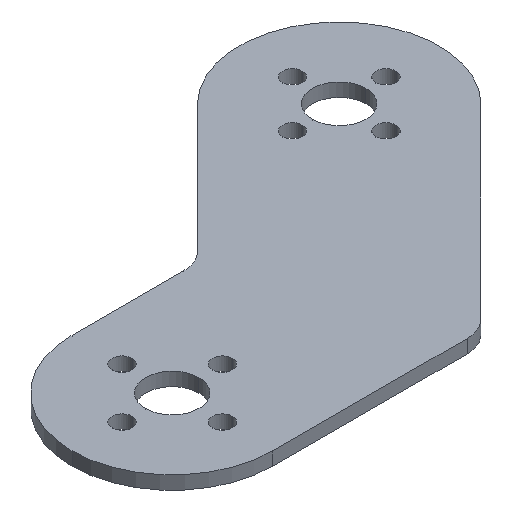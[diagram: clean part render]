
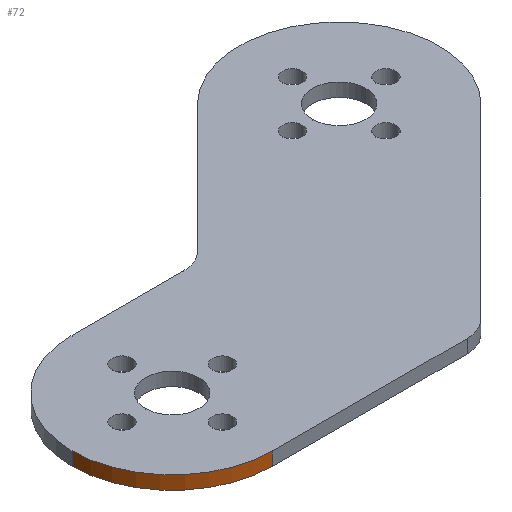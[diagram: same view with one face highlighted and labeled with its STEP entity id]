
A CAD part, isometric view. The second image highlights one B-rep face of the part: STEP entity #72.
In plain terms, the highlighted cylindrical face has radius 15 mm (diameter 30 mm), a partial arc.
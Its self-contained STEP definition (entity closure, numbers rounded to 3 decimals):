
#72 = ADVANCED_FACE ( 'NONE', ( #595 ), #451, .T. ) ;
#113 = CARTESIAN_POINT ( 'NONE',  ( -15., 0., 0. ) ) ;
#181 = VERTEX_POINT ( 'NONE', #225 ) ;
#225 = CARTESIAN_POINT ( 'NONE',  ( 0., -15., 2. ) ) ;
#309 = EDGE_CURVE ( 'NONE', #617, #550, #832, .T. ) ;
#405 = EDGE_LOOP ( 'NONE', ( #985, #762, #930, #735 ) ) ;
#433 = DIRECTION ( 'NONE',  ( 0., 0., -1. ) ) ;
#451 = CYLINDRICAL_SURFACE ( 'NONE', #461, 15. ) ;
#461 = AXIS2_PLACEMENT_3D ( 'NONE', #952, #1007, #1089 ) ;
#495 = EDGE_CURVE ( 'NONE', #550, #648, #1098, .T. ) ;
#513 = AXIS2_PLACEMENT_3D ( 'NONE', #693, #687, #680 ) ;
#550 = VERTEX_POINT ( 'NONE', #113 ) ;
#565 = DIRECTION ( 'NONE',  ( 1., 0., 0. ) ) ;
#569 = DIRECTION ( 'NONE',  ( 0., 0., 1. ) ) ;
#577 = CARTESIAN_POINT ( 'NONE',  ( 0., 0., 0. ) ) ;
#595 = FACE_OUTER_BOUND ( 'NONE', #405, .T. ) ;
#597 = CARTESIAN_POINT ( 'NONE',  ( 0., -15., 0. ) ) ;
#617 = VERTEX_POINT ( 'NONE', #637 ) ;
#627 = CARTESIAN_POINT ( 'NONE',  ( 0., -15., 2. ) ) ;
#637 = CARTESIAN_POINT ( 'NONE',  ( -15., 0., 2. ) ) ;
#648 = VERTEX_POINT ( 'NONE', #597 ) ;
#680 = DIRECTION ( 'NONE',  ( 1., 0., 0. ) ) ;
#687 = DIRECTION ( 'NONE',  ( 0., 0., 1. ) ) ;
#693 = CARTESIAN_POINT ( 'NONE',  ( 0., 0., 2. ) ) ;
#735 = ORIENTED_EDGE ( 'NONE', *, *, #760, .F. ) ;
#760 = EDGE_CURVE ( 'NONE', #181, #648, #1031, .T. ) ;
#762 = ORIENTED_EDGE ( 'NONE', *, *, #309, .T. ) ;
#827 = VECTOR ( 'NONE', #898, 1000. ) ;
#832 = LINE ( 'NONE', #871, #827 ) ;
#850 = AXIS2_PLACEMENT_3D ( 'NONE', #577, #569, #565 ) ;
#868 = CIRCLE ( 'NONE', #513, 15. ) ;
#871 = CARTESIAN_POINT ( 'NONE',  ( -15., 0., 2. ) ) ;
#898 = DIRECTION ( 'NONE',  ( 0., 0., -1. ) ) ;
#930 = ORIENTED_EDGE ( 'NONE', *, *, #495, .T. ) ;
#952 = CARTESIAN_POINT ( 'NONE',  ( 0., 0., 2. ) ) ;
#985 = ORIENTED_EDGE ( 'NONE', *, *, #1030, .F. ) ;
#1007 = DIRECTION ( 'NONE',  ( 0., 0., -1. ) ) ;
#1022 = VECTOR ( 'NONE', #433, 1000. ) ;
#1030 = EDGE_CURVE ( 'NONE', #617, #181, #868, .T. ) ;
#1031 = LINE ( 'NONE', #627, #1022 ) ;
#1089 = DIRECTION ( 'NONE',  ( -1., 0., 0. ) ) ;
#1098 = CIRCLE ( 'NONE', #850, 15. ) ;
